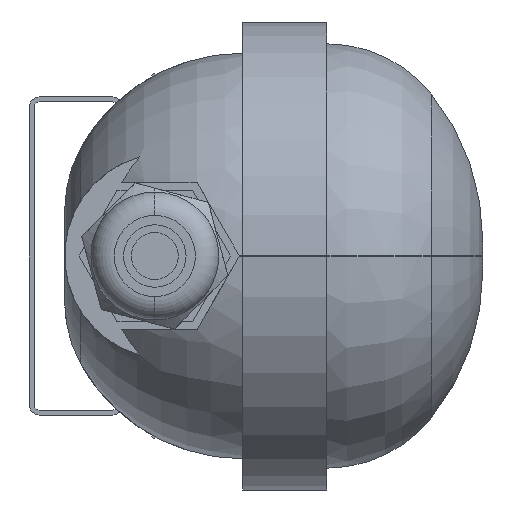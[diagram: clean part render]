
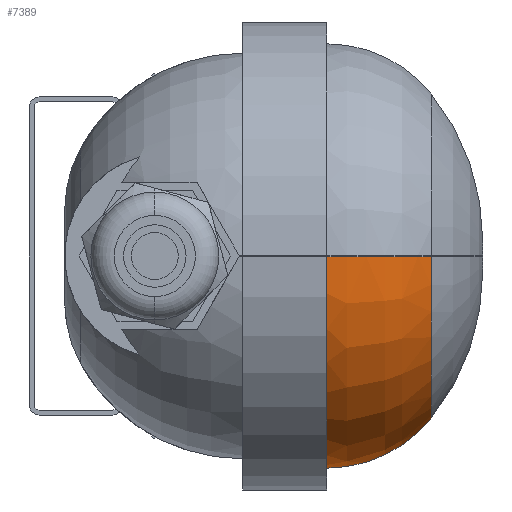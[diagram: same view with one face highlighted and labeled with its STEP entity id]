
A CAD part, left-side view. The second image highlights one B-rep face of the part: STEP entity #7389.
In plain terms, the highlighted toroidal (fillet/blend) face has major radius 12.421 mm and minor radius 21.479 mm.
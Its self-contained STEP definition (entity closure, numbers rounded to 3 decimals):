
#16 = VERTEX_POINT ( 'NONE', #5317 ) ;
#220 = AXIS2_PLACEMENT_3D ( 'NONE', #3666, #5736, #5778 ) ;
#400 = ORIENTED_EDGE ( 'NONE', *, *, #7581, .F. ) ;
#562 = TOROIDAL_SURFACE ( 'NONE', #220, 12.421, 21.479 ) ;
#728 = CARTESIAN_POINT ( 'NONE',  ( -562.6, -8.5, -0.1 ) ) ;
#848 = CARTESIAN_POINT ( 'NONE',  ( -562.6, -8.5, -34. ) ) ;
#1778 = DIRECTION ( 'NONE',  ( 0., 0., -1. ) ) ;
#1817 = EDGE_CURVE ( 'NONE', #8909, #16, #5098, .T. ) ;
#2768 = EDGE_CURVE ( 'NONE', #7029, #5453, #7033, .T. ) ;
#2973 = CARTESIAN_POINT ( 'NONE',  ( -562.6, -25.259, -0.1 ) ) ;
#3199 = CIRCLE ( 'NONE', #10009, 25.856 ) ;
#3666 = CARTESIAN_POINT ( 'NONE',  ( -562.6, -8.5, -0.1 ) ) ;
#4021 = DIRECTION ( 'NONE',  ( 0., 0., -1. ) ) ;
#4740 = DIRECTION ( 'NONE',  ( 1., 0., 0. ) ) ;
#4913 = CARTESIAN_POINT ( 'NONE',  ( -575.021, -8.5, -0.1 ) ) ;
#5098 = CIRCLE ( 'NONE', #9588, 21.479 ) ;
#5317 = CARTESIAN_POINT ( 'NONE',  ( -596.5, -8.5, -0.1 ) ) ;
#5453 = VERTEX_POINT ( 'NONE', #848 ) ;
#5736 = DIRECTION ( 'NONE',  ( 0., -1., 0. ) ) ;
#5778 = DIRECTION ( 'NONE',  ( 0., 0., -1. ) ) ;
#5986 = ORIENTED_EDGE ( 'NONE', *, *, #9621, .T. ) ;
#6010 = DIRECTION ( 'NONE',  ( 1., 0., 0. ) ) ;
#7029 = VERTEX_POINT ( 'NONE', #10951 ) ;
#7033 = CIRCLE ( 'NONE', #7136, 21.479 ) ;
#7136 = AXIS2_PLACEMENT_3D ( 'NONE', #10980, #4740, #12028 ) ;
#7389 = ADVANCED_FACE ( 'NONE', ( #9230 ), #562, .T. ) ;
#7581 = EDGE_CURVE ( 'NONE', #8909, #7029, #3199, .T. ) ;
#8026 = DIRECTION ( 'NONE',  ( 0., -1., 0. ) ) ;
#8078 = ORIENTED_EDGE ( 'NONE', *, *, #1817, .T. ) ;
#8656 = AXIS2_PLACEMENT_3D ( 'NONE', #728, #8026, #1778 ) ;
#8909 = VERTEX_POINT ( 'NONE', #13414 ) ;
#9230 = FACE_OUTER_BOUND ( 'NONE', #11330, .T. ) ;
#9236 = ORIENTED_EDGE ( 'NONE', *, *, #2768, .F. ) ;
#9588 = AXIS2_PLACEMENT_3D ( 'NONE', #4913, #12212, #6010 ) ;
#9621 = EDGE_CURVE ( 'NONE', #16, #5453, #10977, .T. ) ;
#10009 = AXIS2_PLACEMENT_3D ( 'NONE', #2973, #10258, #4021 ) ;
#10258 = DIRECTION ( 'NONE',  ( 0., -1., 0. ) ) ;
#10951 = CARTESIAN_POINT ( 'NONE',  ( -562.6, -25.259, -25.956 ) ) ;
#10977 = CIRCLE ( 'NONE', #8656, 33.9 ) ;
#10980 = CARTESIAN_POINT ( 'NONE',  ( -562.6, -8.5, -12.521 ) ) ;
#11330 = EDGE_LOOP ( 'NONE', ( #8078, #5986, #9236, #400 ) ) ;
#12028 = DIRECTION ( 'NONE',  ( 0., 0., 1. ) ) ;
#12212 = DIRECTION ( 'NONE',  ( 0., 0., -1. ) ) ;
#13414 = CARTESIAN_POINT ( 'NONE',  ( -588.456, -25.259, -0.1 ) ) ;
